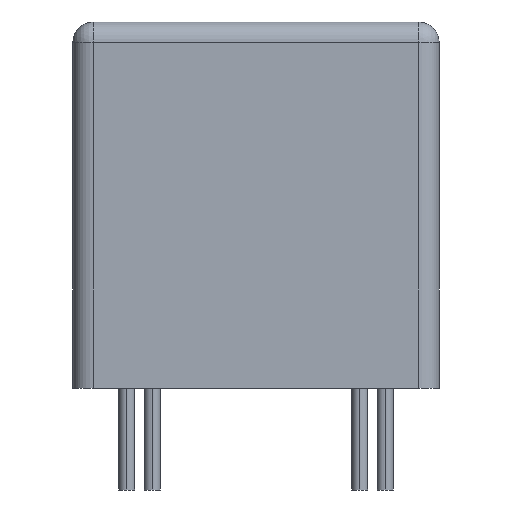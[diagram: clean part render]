
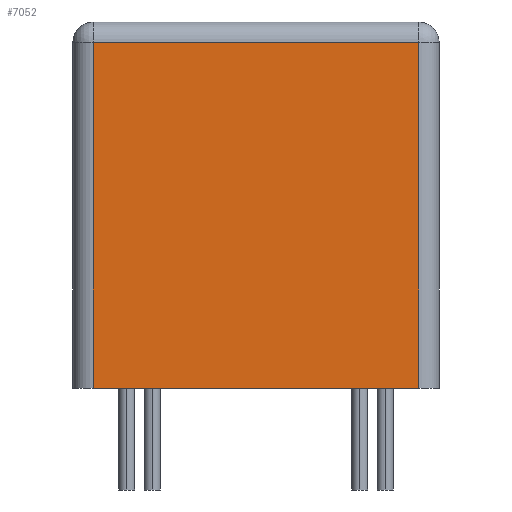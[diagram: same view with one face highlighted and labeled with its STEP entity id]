
A CAD part, left-side view. The second image highlights one B-rep face of the part: STEP entity #7052.
In plain terms, the highlighted planar face has unit normal (-1, 0, 0).
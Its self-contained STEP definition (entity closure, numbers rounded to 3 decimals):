
#339 = VECTOR ( 'NONE', #4128, 1000. ) ;
#601 = CARTESIAN_POINT ( 'NONE',  ( -19., 9., 18. ) ) ;
#809 = LINE ( 'NONE', #9566, #2593 ) ;
#1293 = DIRECTION ( 'NONE',  ( 1., 0., 0. ) ) ;
#1483 = CARTESIAN_POINT ( 'NONE',  ( -19., 9., 0. ) ) ;
#2116 = EDGE_CURVE ( 'NONE', #5036, #3427, #5972, .T. ) ;
#2201 = DIRECTION ( 'NONE',  ( 0., -1., 0. ) ) ;
#2211 = CARTESIAN_POINT ( 'NONE',  ( -19., 8., 17. ) ) ;
#2551 = DIRECTION ( 'NONE',  ( 0., 0., 1. ) ) ;
#2593 = VECTOR ( 'NONE', #2551, 1000. ) ;
#2688 = PLANE ( 'NONE',  #7389 ) ;
#2707 = EDGE_LOOP ( 'NONE', ( #4768, #4408, #4084, #5519 ) ) ;
#2762 = EDGE_CURVE ( 'NONE', #8098, #7410, #809, .T. ) ;
#3075 = EDGE_CURVE ( 'NONE', #7410, #5036, #3704, .T. ) ;
#3427 = VERTEX_POINT ( 'NONE', #8841 ) ;
#3704 = LINE ( 'NONE', #6938, #6789 ) ;
#3744 = CARTESIAN_POINT ( 'NONE',  ( -19., 8., 18. ) ) ;
#4084 = ORIENTED_EDGE ( 'NONE', *, *, #3075, .T. ) ;
#4128 = DIRECTION ( 'NONE',  ( 0., 0., -1. ) ) ;
#4408 = ORIENTED_EDGE ( 'NONE', *, *, #2762, .T. ) ;
#4768 = ORIENTED_EDGE ( 'NONE', *, *, #9654, .T. ) ;
#5036 = VERTEX_POINT ( 'NONE', #2211 ) ;
#5519 = ORIENTED_EDGE ( 'NONE', *, *, #2116, .T. ) ;
#5723 = CARTESIAN_POINT ( 'NONE',  ( -19., -8., 0. ) ) ;
#5972 = LINE ( 'NONE', #3744, #339 ) ;
#6316 = DIRECTION ( 'NONE',  ( 0., 0., -1. ) ) ;
#6789 = VECTOR ( 'NONE', #6926, 1000. ) ;
#6904 = FACE_OUTER_BOUND ( 'NONE', #2707, .T. ) ;
#6926 = DIRECTION ( 'NONE',  ( 0., 1., 0. ) ) ;
#6938 = CARTESIAN_POINT ( 'NONE',  ( -19., 9., 17. ) ) ;
#7052 = ADVANCED_FACE ( 'NONE', ( #6904 ), #2688, .F. ) ;
#7389 = AXIS2_PLACEMENT_3D ( 'NONE', #601, #1293, #6316 ) ;
#7390 = VECTOR ( 'NONE', #2201, 1000. ) ;
#7410 = VERTEX_POINT ( 'NONE', #8831 ) ;
#7697 = LINE ( 'NONE', #1483, #7390 ) ;
#8098 = VERTEX_POINT ( 'NONE', #5723 ) ;
#8831 = CARTESIAN_POINT ( 'NONE',  ( -19., -8., 17. ) ) ;
#8841 = CARTESIAN_POINT ( 'NONE',  ( -19., 8., 0. ) ) ;
#9566 = CARTESIAN_POINT ( 'NONE',  ( -19., -8., 18. ) ) ;
#9654 = EDGE_CURVE ( 'NONE', #3427, #8098, #7697, .T. ) ;
